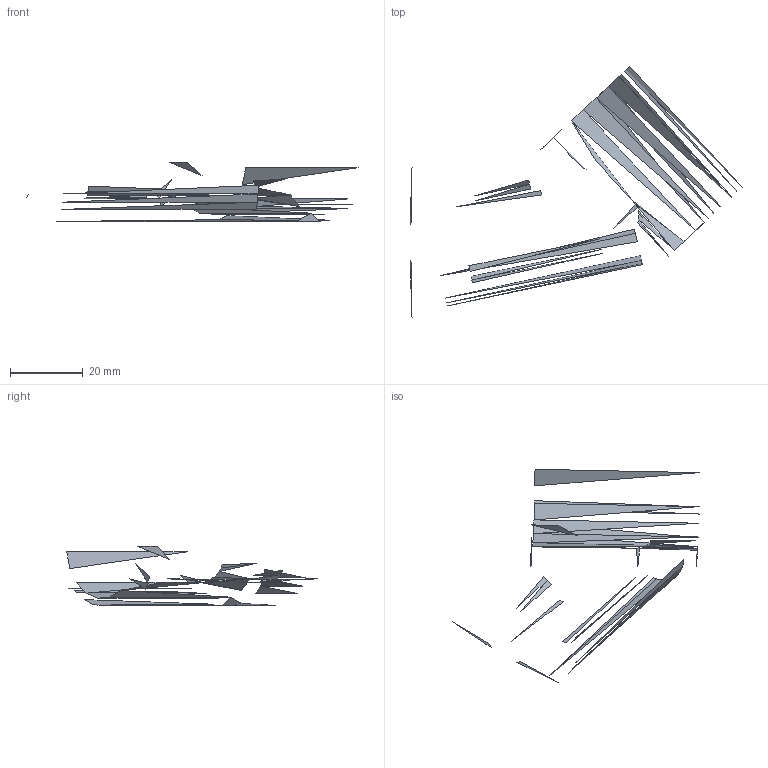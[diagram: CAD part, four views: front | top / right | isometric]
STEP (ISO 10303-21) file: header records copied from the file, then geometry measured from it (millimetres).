
FILE_DESCRIPTION(('STEP AP214'),'1');
FILE_NAME('rnti3vuhwqhq.stp','2020-12-19T10:55:21',(' '),(' '),'Spatial InterOp 3D',' ',' ');
FILE_SCHEMA(('automotive_design'));
Length unit declared in the file: metre
Products named in the file (1): Root
Bounding box: 90.97 x 68.69 x 16.3 mm (x, y, z)
Surface area: 0 mm2 (no closed solid volume)
Topology: 0 solids, 1774 shells, 1774 faces, 2336 edges, 2336 vertices
Faces by surface type: plane 1774
Entity records: 63888 total; most frequent: DIRECTION 8872, CARTESIAN_POINT 5323, VERTEX_POINT 5322, ORIENTED_EDGE 5322, EDGE_CURVE 5322, LINE 5322, VECTOR 5322, AXIS2_PLACEMENT_3D 1775
